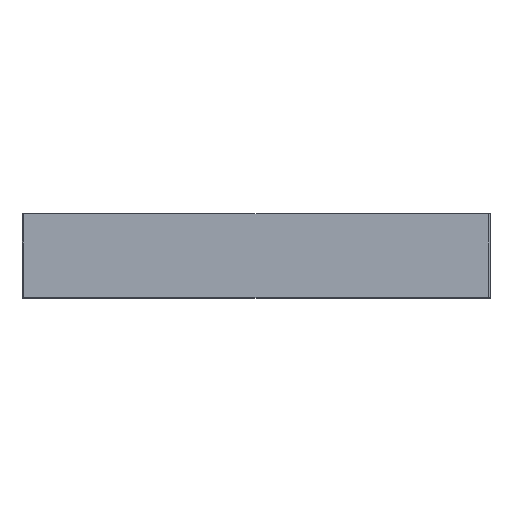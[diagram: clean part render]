
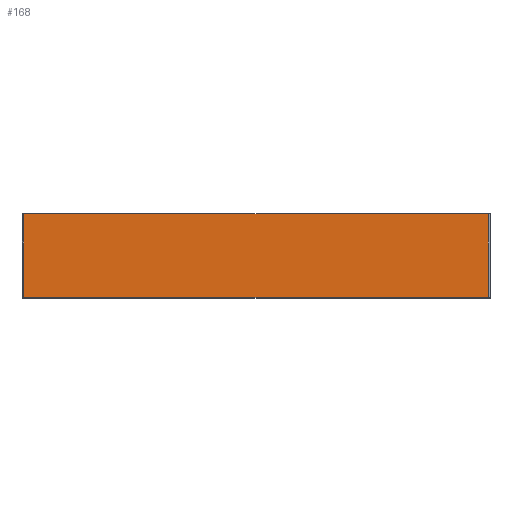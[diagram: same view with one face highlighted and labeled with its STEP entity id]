
A CAD part, top view. The second image highlights one B-rep face of the part: STEP entity #168.
In plain terms, the highlighted planar face has unit normal (0, 0, 1).
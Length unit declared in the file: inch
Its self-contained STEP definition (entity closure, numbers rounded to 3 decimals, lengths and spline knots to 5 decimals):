
#35 = CARTESIAN_POINT ( 'NONE',  ( -1.39, -0.5, 1.4 ) ) ;
#54 = LINE ( 'NONE', #242, #842 ) ;
#86 = CARTESIAN_POINT ( 'NONE',  ( -1.4, 0., 1.4 ) ) ;
#103 = VECTOR ( 'NONE', #738, 39.37008 ) ;
#155 = LINE ( 'NONE', #35, #674 ) ;
#168 = ADVANCED_FACE ( 'NONE', ( #286 ), #618, .T. ) ;
#206 = CARTESIAN_POINT ( 'NONE',  ( -1.39, 0., 1.4 ) ) ;
#242 = CARTESIAN_POINT ( 'NONE',  ( -1.4, -0.5, 1.4 ) ) ;
#286 = FACE_OUTER_BOUND ( 'NONE', #338, .T. ) ;
#338 = EDGE_LOOP ( 'NONE', ( #1055, #412, #399, #367 ) ) ;
#348 = CARTESIAN_POINT ( 'NONE',  ( 1.39, -0.5, 1.4 ) ) ;
#367 = ORIENTED_EDGE ( 'NONE', *, *, #539, .T. ) ;
#388 = AXIS2_PLACEMENT_3D ( 'NONE', #934, #1240, #1014 ) ;
#399 = ORIENTED_EDGE ( 'NONE', *, *, #1056, .T. ) ;
#412 = ORIENTED_EDGE ( 'NONE', *, *, #1050, .T. ) ;
#450 = CARTESIAN_POINT ( 'NONE',  ( 1.39, -0.5, 1.4 ) ) ;
#451 = VECTOR ( 'NONE', #671, 39.37008 ) ;
#458 = LINE ( 'NONE', #348, #451 ) ;
#475 = DIRECTION ( 'NONE',  ( 0., -1., 0. ) ) ;
#532 = CARTESIAN_POINT ( 'NONE',  ( 1.39, 0., 1.4 ) ) ;
#539 = EDGE_CURVE ( 'NONE', #1272, #1185, #458, .T. ) ;
#618 = PLANE ( 'NONE',  #388 ) ;
#671 = DIRECTION ( 'NONE',  ( 0., 1., 0. ) ) ;
#674 = VECTOR ( 'NONE', #475, 39.37008 ) ;
#738 = DIRECTION ( 'NONE',  ( 1., 0., 0. ) ) ;
#828 = LINE ( 'NONE', #86, #103 ) ;
#842 = VECTOR ( 'NONE', #1323, 39.37008 ) ;
#920 = EDGE_CURVE ( 'NONE', #1377, #1185, #828, .T. ) ;
#934 = CARTESIAN_POINT ( 'NONE',  ( -1.4, -0.5, 1.4 ) ) ;
#1014 = DIRECTION ( 'NONE',  ( 1., 0., 0. ) ) ;
#1050 = EDGE_CURVE ( 'NONE', #1377, #1286, #155, .T. ) ;
#1055 = ORIENTED_EDGE ( 'NONE', *, *, #920, .F. ) ;
#1056 = EDGE_CURVE ( 'NONE', #1286, #1272, #54, .T. ) ;
#1098 = CARTESIAN_POINT ( 'NONE',  ( -1.39, -0.5, 1.4 ) ) ;
#1185 = VERTEX_POINT ( 'NONE', #532 ) ;
#1240 = DIRECTION ( 'NONE',  ( 0., 0., 1. ) ) ;
#1272 = VERTEX_POINT ( 'NONE', #450 ) ;
#1286 = VERTEX_POINT ( 'NONE', #1098 ) ;
#1323 = DIRECTION ( 'NONE',  ( 1., 0., 0. ) ) ;
#1377 = VERTEX_POINT ( 'NONE', #206 ) ;
